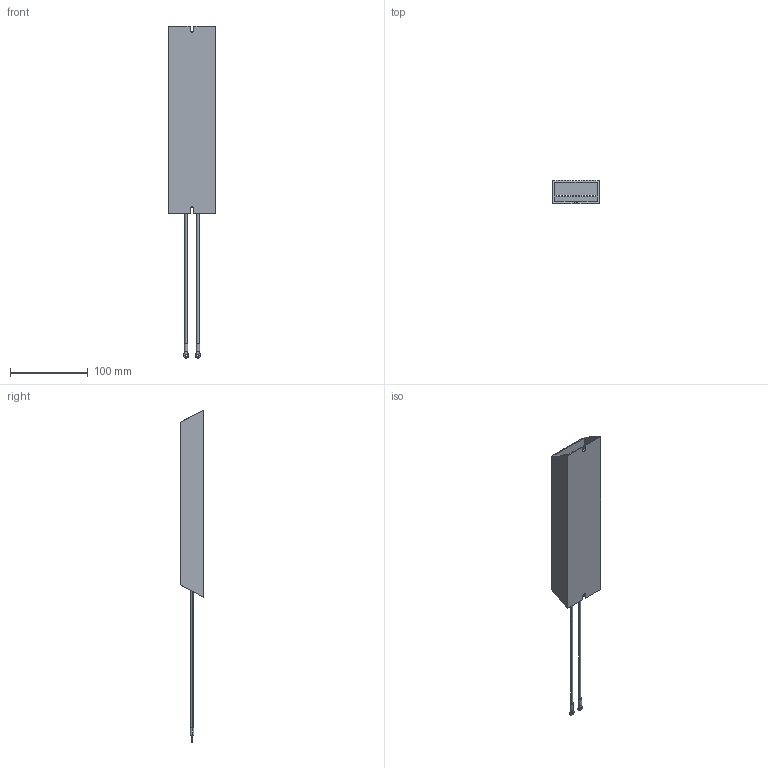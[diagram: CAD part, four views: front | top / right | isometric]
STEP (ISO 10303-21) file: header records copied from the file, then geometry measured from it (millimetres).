
FILE_DESCRIPTION (( 'STEP AP214' ), '1' );
FILE_NAME ('3D Ìîäåëü ÐÁ3-110-Ê45.STEP', '2019-07-15T07:22:10', ( '' ), ( '' ), 'SwSTEP 2.0', 'SolidWorks 2015', '' );
FILE_SCHEMA (( 'AUTOMOTIVE_DESIGN' ));
Length unit declared in the file: millimetre
Products named in the file (1): 3D Ìîäåëü ÐÁ3-110-Ê45
Bounding box: 60 x 30 x 425.74 mm (x, y, z)
Volume: 113763.8 mm3; surface area: 88527.5 mm2
Topology: 1 solids, 1 shells, 157 faces, 447 edges, 298 vertices
Faces by surface type: plane 140, cylinder 17
Entity records: 5129 total; most frequent: CARTESIAN_POINT 903, ORIENTED_EDGE 894, DIRECTION 797, EDGE_CURVE 447, LINE 413, VECTOR 413, VERTEX_POINT 298, EDGE_LOOP 193
